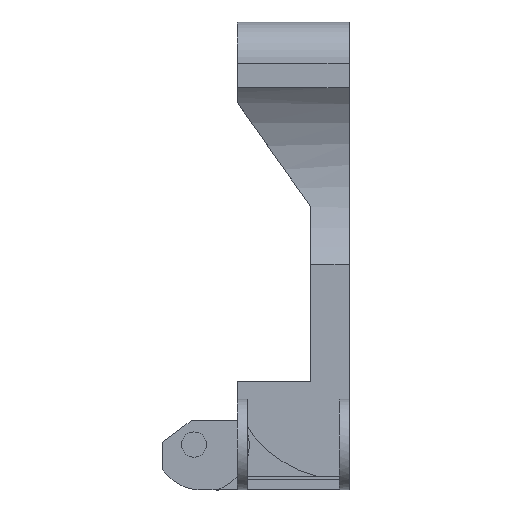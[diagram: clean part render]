
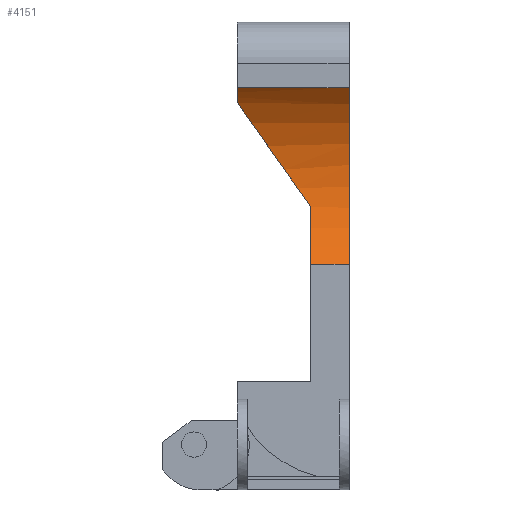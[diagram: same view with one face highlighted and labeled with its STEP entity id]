
A CAD part, left-side view. The second image highlights one B-rep face of the part: STEP entity #4151.
In plain terms, the highlighted cylindrical face has radius 18.5 mm (diameter 37 mm), a partial arc.
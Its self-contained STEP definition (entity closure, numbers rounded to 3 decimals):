
#605 = PLANE('',#606);
#606 = AXIS2_PLACEMENT_3D('',#607,#608,#609);
#607 = CARTESIAN_POINT('',(-79.,-8.,13.));
#608 = DIRECTION('',(0.,-1.,0.));
#609 = DIRECTION('',(0.,0.,-1.));
#1181 = PLANE('',#1182);
#1182 = AXIS2_PLACEMENT_3D('',#1183,#1184,#1185);
#1183 = CARTESIAN_POINT('',(-15.,8.,2.));
#1184 = DIRECTION('',(-1.,0.,0.));
#1185 = DIRECTION('',(0.,1.,0.));
#2920 = VERTEX_POINT('',#2921);
#2921 = CARTESIAN_POINT('',(-15.,-8.,57.56));
#2935 = PLANE('',#2936);
#2936 = AXIS2_PLACEMENT_3D('',#2937,#2938,#2939);
#2937 = CARTESIAN_POINT('',(-15.,8.,60.93));
#2938 = DIRECTION('',(1.,0.,0.));
#2939 = DIRECTION('',(0.,0.,-1.));
#2947 = EDGE_CURVE('',#2948,#2920,#2950,.T.);
#2948 = VERTEX_POINT('',#2949);
#2949 = CARTESIAN_POINT('',(-15.,-8.,32.32));
#2950 = SURFACE_CURVE('',#2951,(#2956,#2963),.PCURVE_S1.);
#2951 = CIRCLE('',#2952,18.5);
#2952 = AXIS2_PLACEMENT_3D('',#2953,#2954,#2955);
#2953 = CARTESIAN_POINT('',(-28.527,-8.,44.94));
#2954 = DIRECTION('',(0.,-1.,0.));
#2955 = DIRECTION('',(1.,0.,0.));
#2956 = PCURVE('',#605,#2957);
#2957 = DEFINITIONAL_REPRESENTATION('',(#2958),#2962);
#2958 = CIRCLE('',#2959,18.5);
#2959 = AXIS2_PLACEMENT_2D('',#2960,#2961);
#2960 = CARTESIAN_POINT('',(-31.94,50.473));
#2961 = DIRECTION('',(0.,1.));
#2962 = ( GEOMETRIC_REPRESENTATION_CONTEXT(2) 
PARAMETRIC_REPRESENTATION_CONTEXT() REPRESENTATION_CONTEXT('2D SPACE',''
  ) );
#2963 = PCURVE('',#2964,#2969);
#2964 = CYLINDRICAL_SURFACE('',#2965,18.5);
#2965 = AXIS2_PLACEMENT_3D('',#2966,#2967,#2968);
#2966 = CARTESIAN_POINT('',(-28.527,8.,44.94));
#2967 = DIRECTION('',(0.,1.,0.));
#2968 = DIRECTION('',(1.,0.,0.));
#2969 = DEFINITIONAL_REPRESENTATION('',(#2970),#2974);
#2970 = LINE('',#2971,#2972);
#2971 = CARTESIAN_POINT('',(-0.,-16.));
#2972 = VECTOR('',#2973,1.);
#2973 = DIRECTION('',(-1.,0.));
#2974 = ( GEOMETRIC_REPRESENTATION_CONTEXT(2) 
PARAMETRIC_REPRESENTATION_CONTEXT() REPRESENTATION_CONTEXT('2D SPACE',''
  ) );
#3424 = EDGE_CURVE('',#3425,#2948,#3427,.T.);
#3425 = VERTEX_POINT('',#3426);
#3426 = CARTESIAN_POINT('',(-15.,-2.5,32.32));
#3427 = SURFACE_CURVE('',#3428,(#3432,#3439),.PCURVE_S1.);
#3428 = LINE('',#3429,#3430);
#3429 = CARTESIAN_POINT('',(-15.,8.,32.32));
#3430 = VECTOR('',#3431,1.);
#3431 = DIRECTION('',(0.,-1.,0.));
#3432 = PCURVE('',#1181,#3433);
#3433 = DEFINITIONAL_REPRESENTATION('',(#3434),#3438);
#3434 = LINE('',#3435,#3436);
#3435 = CARTESIAN_POINT('',(0.,-30.32));
#3436 = VECTOR('',#3437,1.);
#3437 = DIRECTION('',(-1.,0.));
#3438 = ( GEOMETRIC_REPRESENTATION_CONTEXT(2) 
PARAMETRIC_REPRESENTATION_CONTEXT() REPRESENTATION_CONTEXT('2D SPACE',''
  ) );
#3439 = PCURVE('',#2964,#3440);
#3440 = DEFINITIONAL_REPRESENTATION('',(#3441),#3445);
#3441 = LINE('',#3442,#3443);
#3442 = CARTESIAN_POINT('',(-5.532,0.));
#3443 = VECTOR('',#3444,1.);
#3444 = DIRECTION('',(-0.,-1.));
#3445 = ( GEOMETRIC_REPRESENTATION_CONTEXT(2) 
PARAMETRIC_REPRESENTATION_CONTEXT() REPRESENTATION_CONTEXT('2D SPACE',''
  ) );
#3463 = PLANE('',#3464);
#3464 = AXIS2_PLACEMENT_3D('',#3465,#3466,#3467);
#3465 = CARTESIAN_POINT('',(0.,-2.5,15.5));
#3466 = DIRECTION('',(0.,1.,0.));
#3467 = DIRECTION('',(0.,0.,1.));
#4151 = ADVANCED_FACE('',(#4152),#2964,.F.);
#4152 = FACE_BOUND('',#4153,.T.);
#4153 = EDGE_LOOP('',(#4154,#4178,#4179,#4180,#4203,#4232));
#4154 = ORIENTED_EDGE('',*,*,#4155,.T.);
#4155 = EDGE_CURVE('',#4156,#3425,#4158,.T.);
#4156 = VERTEX_POINT('',#4157);
#4157 = CARTESIAN_POINT('',(-10.568,-2.5,40.5));
#4158 = SURFACE_CURVE('',#4159,(#4164,#4171),.PCURVE_S1.);
#4159 = CIRCLE('',#4160,18.5);
#4160 = AXIS2_PLACEMENT_3D('',#4161,#4162,#4163);
#4161 = CARTESIAN_POINT('',(-28.527,-2.5,44.94));
#4162 = DIRECTION('',(0.,1.,0.));
#4163 = DIRECTION('',(1.,0.,0.));
#4164 = PCURVE('',#2964,#4165);
#4165 = DEFINITIONAL_REPRESENTATION('',(#4166),#4170);
#4166 = LINE('',#4167,#4168);
#4167 = CARTESIAN_POINT('',(-6.283,-10.5));
#4168 = VECTOR('',#4169,1.);
#4169 = DIRECTION('',(1.,-0.));
#4170 = ( GEOMETRIC_REPRESENTATION_CONTEXT(2) 
PARAMETRIC_REPRESENTATION_CONTEXT() REPRESENTATION_CONTEXT('2D SPACE',''
  ) );
#4171 = PCURVE('',#3463,#4172);
#4172 = DEFINITIONAL_REPRESENTATION('',(#4173),#4177);
#4173 = CIRCLE('',#4174,18.5);
#4174 = AXIS2_PLACEMENT_2D('',#4175,#4176);
#4175 = CARTESIAN_POINT('',(29.44,-28.527));
#4176 = DIRECTION('',(0.,1.));
#4177 = ( GEOMETRIC_REPRESENTATION_CONTEXT(2) 
PARAMETRIC_REPRESENTATION_CONTEXT() REPRESENTATION_CONTEXT('2D SPACE',''
  ) );
#4178 = ORIENTED_EDGE('',*,*,#3424,.T.);
#4179 = ORIENTED_EDGE('',*,*,#2947,.T.);
#4180 = ORIENTED_EDGE('',*,*,#4181,.F.);
#4181 = EDGE_CURVE('',#4182,#2920,#4184,.T.);
#4182 = VERTEX_POINT('',#4183);
#4183 = CARTESIAN_POINT('',(-15.,8.,57.56));
#4184 = SURFACE_CURVE('',#4185,(#4189,#4196),.PCURVE_S1.);
#4185 = LINE('',#4186,#4187);
#4186 = CARTESIAN_POINT('',(-15.,8.,57.56));
#4187 = VECTOR('',#4188,1.);
#4188 = DIRECTION('',(0.,-1.,0.));
#4189 = PCURVE('',#2964,#4190);
#4190 = DEFINITIONAL_REPRESENTATION('',(#4191),#4195);
#4191 = LINE('',#4192,#4193);
#4192 = CARTESIAN_POINT('',(-7.034,0.));
#4193 = VECTOR('',#4194,1.);
#4194 = DIRECTION('',(-0.,-1.));
#4195 = ( GEOMETRIC_REPRESENTATION_CONTEXT(2) 
PARAMETRIC_REPRESENTATION_CONTEXT() REPRESENTATION_CONTEXT('2D SPACE',''
  ) );
#4196 = PCURVE('',#2935,#4197);
#4197 = DEFINITIONAL_REPRESENTATION('',(#4198),#4202);
#4198 = LINE('',#4199,#4200);
#4199 = CARTESIAN_POINT('',(3.37,0.));
#4200 = VECTOR('',#4201,1.);
#4201 = DIRECTION('',(0.,-1.));
#4202 = ( GEOMETRIC_REPRESENTATION_CONTEXT(2) 
PARAMETRIC_REPRESENTATION_CONTEXT() REPRESENTATION_CONTEXT('2D SPACE',''
  ) );
#4203 = ORIENTED_EDGE('',*,*,#4204,.F.);
#4204 = EDGE_CURVE('',#4205,#4182,#4207,.T.);
#4205 = VERTEX_POINT('',#4206);
#4206 = CARTESIAN_POINT('',(-13.268,8.,55.4));
#4207 = SURFACE_CURVE('',#4208,(#4213,#4220),.PCURVE_S1.);
#4208 = CIRCLE('',#4209,18.5);
#4209 = AXIS2_PLACEMENT_3D('',#4210,#4211,#4212);
#4210 = CARTESIAN_POINT('',(-28.527,8.,44.94));
#4211 = DIRECTION('',(0.,-1.,0.));
#4212 = DIRECTION('',(1.,0.,0.));
#4213 = PCURVE('',#2964,#4214);
#4214 = DEFINITIONAL_REPRESENTATION('',(#4215),#4219);
#4215 = LINE('',#4216,#4217);
#4216 = CARTESIAN_POINT('',(-0.,0.));
#4217 = VECTOR('',#4218,1.);
#4218 = DIRECTION('',(-1.,0.));
#4219 = ( GEOMETRIC_REPRESENTATION_CONTEXT(2) 
PARAMETRIC_REPRESENTATION_CONTEXT() REPRESENTATION_CONTEXT('2D SPACE',''
  ) );
#4220 = PCURVE('',#4221,#4226);
#4221 = PLANE('',#4222);
#4222 = AXIS2_PLACEMENT_3D('',#4223,#4224,#4225);
#4223 = CARTESIAN_POINT('',(-79.,8.,13.));
#4224 = DIRECTION('',(0.,-1.,0.));
#4225 = DIRECTION('',(0.,0.,-1.));
#4226 = DEFINITIONAL_REPRESENTATION('',(#4227),#4231);
#4227 = CIRCLE('',#4228,18.5);
#4228 = AXIS2_PLACEMENT_2D('',#4229,#4230);
#4229 = CARTESIAN_POINT('',(-31.94,50.473));
#4230 = DIRECTION('',(0.,1.));
#4231 = ( GEOMETRIC_REPRESENTATION_CONTEXT(2) 
PARAMETRIC_REPRESENTATION_CONTEXT() REPRESENTATION_CONTEXT('2D SPACE',''
  ) );
#4232 = ORIENTED_EDGE('',*,*,#4233,.T.);
#4233 = EDGE_CURVE('',#4205,#4156,#4234,.T.);
#4234 = SURFACE_CURVE('',#4235,(#4240,#4253),.PCURVE_S1.);
#4235 = ELLIPSE('',#4236,22.632,18.5);
#4236 = AXIS2_PLACEMENT_3D('',#4237,#4238,#4239);
#4237 = CARTESIAN_POINT('',(-28.527,0.629,44.94));
#4238 = DIRECTION('',(0.,0.817,-0.576)
  );
#4239 = DIRECTION('',(0.,0.576,0.817));
#4240 = PCURVE('',#2964,#4241);
#4241 = DEFINITIONAL_REPRESENTATION('',(#4242),#4252);
#4242 = B_SPLINE_CURVE_WITH_KNOTS('',8,(#4243,#4244,#4245,#4246,#4247,
    #4248,#4249,#4250,#4251),.UNSPECIFIED.,.F.,.F.,(9,9),(0.97
    ,1.897),.PIECEWISE_BEZIER_KNOTS.);
#4243 = CARTESIAN_POINT('',(-6.884,0.));
#4244 = CARTESIAN_POINT('',(-6.768,-1.246));
#4245 = CARTESIAN_POINT('',(-6.652,-2.606));
#4246 = CARTESIAN_POINT('',(-6.536,-4.053));
#4247 = CARTESIAN_POINT('',(-6.42,-5.559));
#4248 = CARTESIAN_POINT('',(-6.305,-7.093));
#4249 = CARTESIAN_POINT('',(-6.189,-8.623));
#4250 = CARTESIAN_POINT('',(-6.073,-10.119));
#4251 = CARTESIAN_POINT('',(-5.957,-11.55));
#4252 = ( GEOMETRIC_REPRESENTATION_CONTEXT(2) 
PARAMETRIC_REPRESENTATION_CONTEXT() REPRESENTATION_CONTEXT('2D SPACE',''
  ) );
#4253 = PCURVE('',#4254,#4259);
#4254 = PLANE('',#4255);
#4255 = AXIS2_PLACEMENT_3D('',#4256,#4257,#4258);
#4256 = CARTESIAN_POINT('',(0.,-2.5,40.5));
#4257 = DIRECTION('',(0.,0.817,-0.576)
  );
#4258 = DIRECTION('',(0.,0.576,0.817));
#4259 = DEFINITIONAL_REPRESENTATION('',(#4260),#4264);
#4260 = ELLIPSE('',#4261,22.632,18.5);
#4261 = AXIS2_PLACEMENT_2D('',#4262,#4263);
#4262 = CARTESIAN_POINT('',(5.432,-28.527));
#4263 = DIRECTION('',(1.,0.));
#4264 = ( GEOMETRIC_REPRESENTATION_CONTEXT(2) 
PARAMETRIC_REPRESENTATION_CONTEXT() REPRESENTATION_CONTEXT('2D SPACE',''
  ) );
